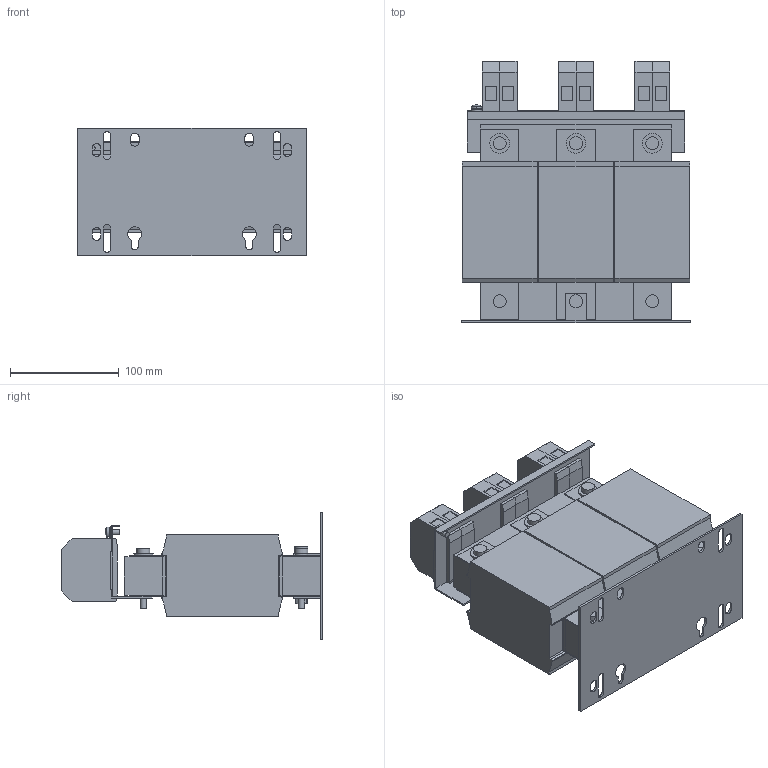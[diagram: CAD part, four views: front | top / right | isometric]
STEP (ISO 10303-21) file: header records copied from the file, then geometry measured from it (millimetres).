
FILE_DESCRIPTION (( 'STEP AP214' ), '1' );
FILE_NAME ('324006.STEP', '2020-12-17T09:22:24', ( '' ), ( '' ), 'SwSTEP 2.0', 'SolidWorks 2018', '' );
FILE_SCHEMA (( 'AUTOMOTIVE_DESIGN' ));
Length unit declared in the file: millimetre
Products named in the file (1): 324006
Bounding box: 210 x 239.9 x 117 mm (x, y, z)
Volume: 2468960.4 mm3; surface area: 288342.2 mm2
Topology: 1 solids, 1 shells, 797 faces, 2074 edges, 1359 vertices
Faces by surface type: plane 601, cylinder 183, cone 6, torus 5, sphere 2
Entity records: 24298 total; most frequent: CARTESIAN_POINT 4277, ORIENTED_EDGE 4144, DIRECTION 4060, EDGE_CURVE 2072, LINE 1648, VECTOR 1648, VERTEX_POINT 1359, AXIS2_PLACEMENT_3D 1206
